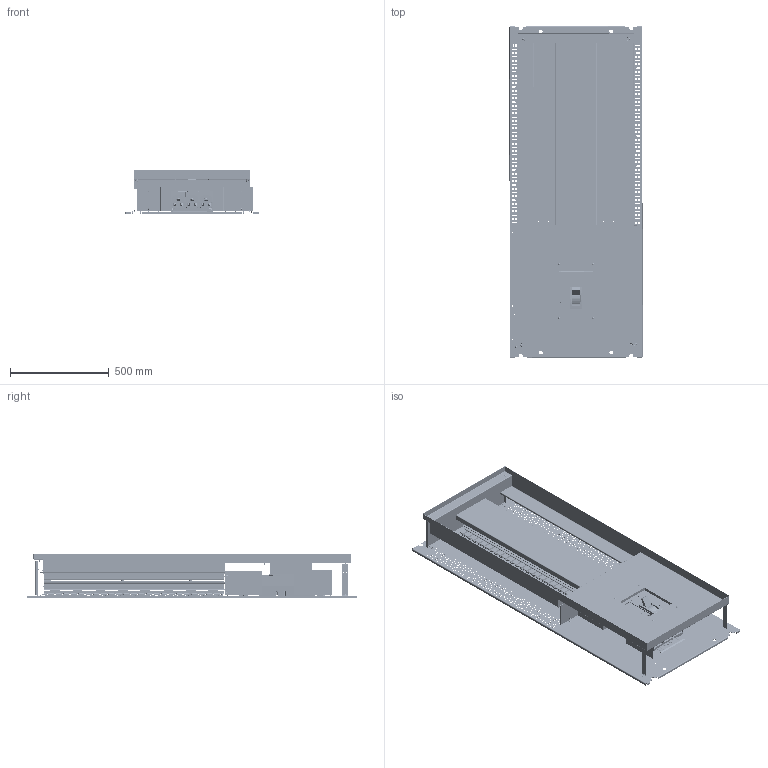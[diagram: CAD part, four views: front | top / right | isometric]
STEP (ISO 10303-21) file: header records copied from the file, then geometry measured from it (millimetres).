
FILE_DESCRIPTION((''),'2;1');
FILE_NAME('HCM36XX6MP-01','2018-01-09T',('SESA441333'),('Schneider-Electric'),'PRO/ENGINEER BY PARAMETRIC TECHNOLOGY CORPORATION, 2015440','PRO/ENGINEER BY PARAMETRIC TECHNOLOGY CORPORATION, 2015440','');
FILE_SCHEMA(('CONFIG_CONTROL_DESIGN'));
Products named in the file (1): HCM36XX6MP-01
Bounding box: 672.74 x 1677.61 x 225.75 mm (x, y, z)
Surface area: 8287500.2 mm2 (no closed solid volume)
Topology: 0 solids, 485 shells, 5725 faces, 33461 edges, 27148 vertices
Faces by surface type: plane 3720, cylinder 1028, cone 835, bspline 72, torus 47, sphere 23
Entity records: 350016 total; most frequent: CARTESIAN_POINT 100597, DIRECTION 47446, ORIENTED_EDGE 45242, EDGE_CURVE 33439, VERTEX_POINT 27146, VECTOR 22270, LINE 22270, AXIS2_PLACEMENT_3D 12588
